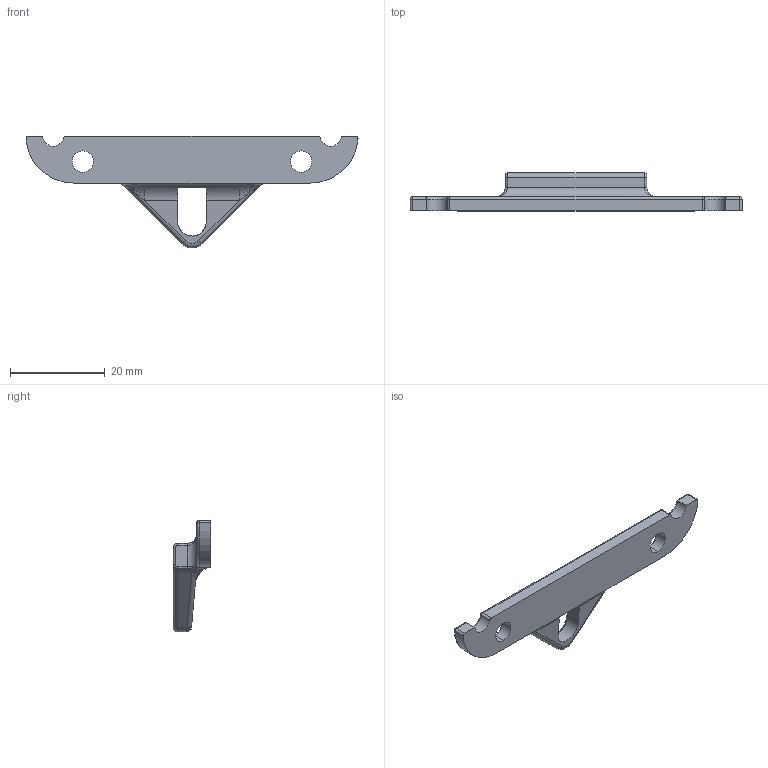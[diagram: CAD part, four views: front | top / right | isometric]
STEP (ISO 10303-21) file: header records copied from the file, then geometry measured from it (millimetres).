
FILE_DESCRIPTION (( 'STEP AP203' ), '1' );
FILE_NAME ('Base_Conector_Macho_Predeterminado_sldprt.STEP', '2024-07-23T21:00:43', ( '' ), ( '' ), 'SwSTEP 2.0', 'SolidWorks 2018', '' );
FILE_SCHEMA (( 'CONFIG_CONTROL_DESIGN' ));
Length unit declared in the file: centimetre
Products named in the file (1): Base_Conector_Macho_Predeterminado_sldprt
Bounding box: 69.96 x 8 x 23.52 mm (x, y, z)
Volume: 3347.5 mm3; surface area: 2430.6 mm2
Topology: 1 solids, 1 shells, 90 faces, 225 edges, 129 vertices
Faces by surface type: cylinder 37, plane 21, torus 12, bspline 11, cone 5, sphere 4
Entity records: 3283 total; most frequent: CARTESIAN_POINT 1161, ORIENTED_EDGE 438, DIRECTION 430, EDGE_CURVE 219, AXIS2_PLACEMENT_3D 169, VERTEX_POINT 129, EDGE_LOOP 94, VECTOR 92
